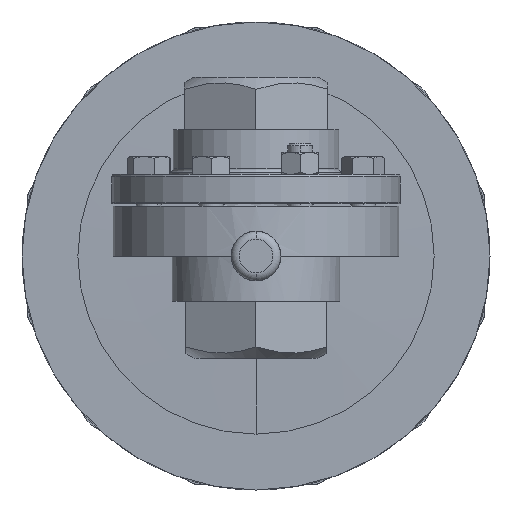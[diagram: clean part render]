
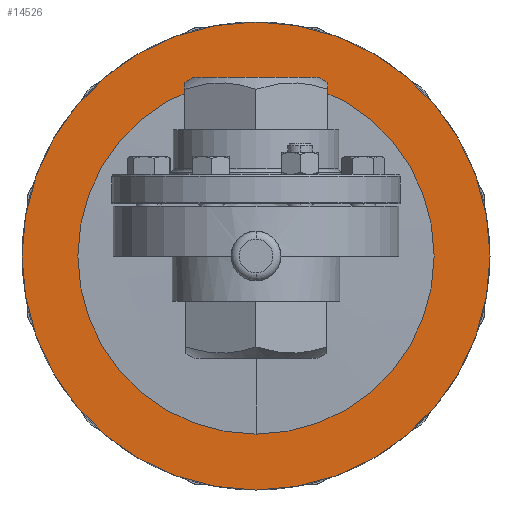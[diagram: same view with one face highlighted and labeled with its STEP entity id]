
A CAD part, front view. The second image highlights one B-rep face of the part: STEP entity #14526.
In plain terms, the highlighted planar face has unit normal (0, -1, 0).
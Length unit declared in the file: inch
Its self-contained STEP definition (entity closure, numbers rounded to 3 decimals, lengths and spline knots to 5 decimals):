
#1036 = ORIENTED_EDGE ( 'NONE', *, *, #21690, .F. ) ;
#1476 = DIRECTION ( 'NONE',  ( 0., 0., -1. ) ) ;
#2554 = CARTESIAN_POINT ( 'NONE',  ( 0., 2.656, 3.53 ) ) ;
#3130 = EDGE_CURVE ( 'NONE', #17951, #24277, #4629, .T. ) ;
#3255 = CARTESIAN_POINT ( 'NONE',  ( 0., 2.656, 0. ) ) ;
#3348 = DIRECTION ( 'NONE',  ( 0., 0., -1. ) ) ;
#3475 = DIRECTION ( 'NONE',  ( 0., -1., 0. ) ) ;
#3773 = CARTESIAN_POINT ( 'NONE',  ( 0., 2.656, 2.6875 ) ) ;
#3838 = DIRECTION ( 'NONE',  ( 0., -1., 0. ) ) ;
#3847 = DIRECTION ( 'NONE',  ( 0., 0., -1. ) ) ;
#4629 = CIRCLE ( 'NONE', #23097, 3.53 ) ;
#4692 = CIRCLE ( 'NONE', #18837, 2.6875 ) ;
#5029 = ORIENTED_EDGE ( 'NONE', *, *, #20716, .F. ) ;
#5255 = DIRECTION ( 'NONE',  ( 0., -1., 0. ) ) ;
#7119 = ORIENTED_EDGE ( 'NONE', *, *, #21106, .T. ) ;
#7748 = PLANE ( 'NONE',  #24626 ) ;
#8674 = CARTESIAN_POINT ( 'NONE',  ( 0., 2.656, -3.53 ) ) ;
#9376 = EDGE_LOOP ( 'NONE', ( #7119, #11791 ) ) ;
#9562 = CARTESIAN_POINT ( 'NONE',  ( 0., 2.656, 0. ) ) ;
#9822 = CARTESIAN_POINT ( 'NONE',  ( 0., 2.656, 0. ) ) ;
#9830 = FACE_BOUND ( 'NONE', #22114, .T. ) ;
#9924 = CARTESIAN_POINT ( 'NONE',  ( 0., 2.656, -3.6025 ) ) ;
#10636 = AXIS2_PLACEMENT_3D ( 'NONE', #9822, #16006, #1476 ) ;
#11791 = ORIENTED_EDGE ( 'NONE', *, *, #3130, .T. ) ;
#11825 = DIRECTION ( 'NONE',  ( 0., 0., -1. ) ) ;
#12551 = CARTESIAN_POINT ( 'NONE',  ( 0., 2.656, 0. ) ) ;
#13582 = CARTESIAN_POINT ( 'NONE',  ( 0., 2.656, -2.6875 ) ) ;
#14526 = ADVANCED_FACE ( 'NONE', ( #9830, #26080 ), #7748, .T. ) ;
#16006 = DIRECTION ( 'NONE',  ( 0., -1., 0. ) ) ;
#17951 = VERTEX_POINT ( 'NONE', #2554 ) ;
#18061 = CIRCLE ( 'NONE', #10636, 3.53 ) ;
#18837 = AXIS2_PLACEMENT_3D ( 'NONE', #3255, #5255, #3348 ) ;
#20018 = CIRCLE ( 'NONE', #26486, 2.6875 ) ;
#20716 = EDGE_CURVE ( 'NONE', #26366, #22627, #20018, .T. ) ;
#21106 = EDGE_CURVE ( 'NONE', #24277, #17951, #18061, .T. ) ;
#21690 = EDGE_CURVE ( 'NONE', #22627, #26366, #4692, .T. ) ;
#22114 = EDGE_LOOP ( 'NONE', ( #5029, #1036 ) ) ;
#22627 = VERTEX_POINT ( 'NONE', #3773 ) ;
#23097 = AXIS2_PLACEMENT_3D ( 'NONE', #9562, #3475, #11825 ) ;
#24277 = VERTEX_POINT ( 'NONE', #8674 ) ;
#24626 = AXIS2_PLACEMENT_3D ( 'NONE', #9924, #3838, #26900 ) ;
#26080 = FACE_OUTER_BOUND ( 'NONE', #9376, .T. ) ;
#26366 = VERTEX_POINT ( 'NONE', #13582 ) ;
#26486 = AXIS2_PLACEMENT_3D ( 'NONE', #12551, #26732, #3847 ) ;
#26732 = DIRECTION ( 'NONE',  ( 0., -1., 0. ) ) ;
#26900 = DIRECTION ( 'NONE',  ( 0., 0., -1. ) ) ;
